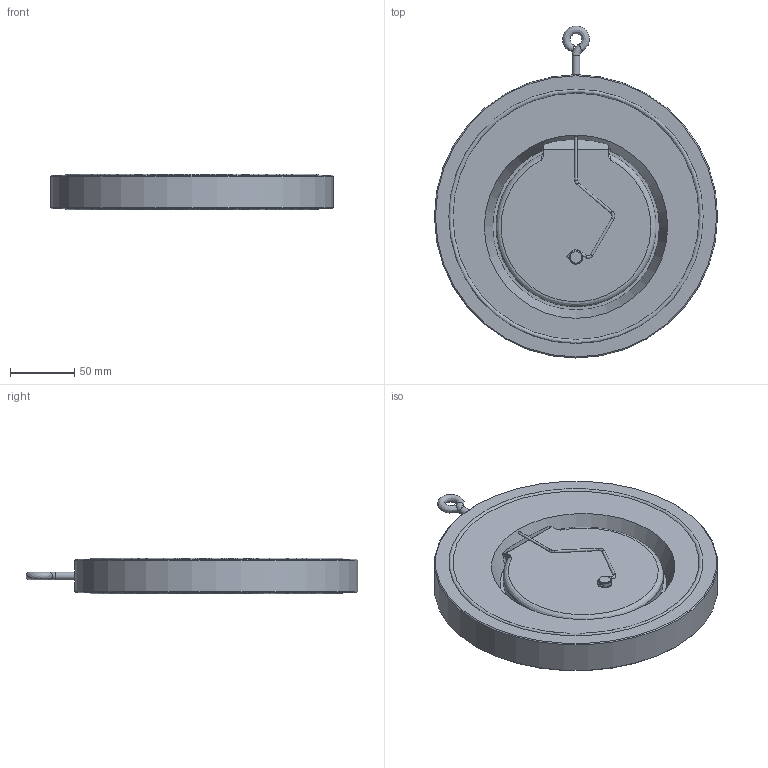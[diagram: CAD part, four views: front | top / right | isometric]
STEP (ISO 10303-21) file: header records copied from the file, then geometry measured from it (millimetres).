
FILE_DESCRIPTION (( 'STEP AP214' ), '1' );
FILE_NAME ('920-150-F.STEP', '2021-11-23T10:49:04', ( 'admin' ), ( 'Hewlett-Packard Company' ), 'SwSTEP 2.0', 'SolidWorks 2015', '' );
FILE_SCHEMA (( 'AUTOMOTIVE_DESIGN' ));
Length unit declared in the file: millimetre
Products named in the file (1): 920-150-F
Bounding box: 220 x 257.93 x 27.8 mm (x, y, z)
Volume: 829523.9 mm3; surface area: 117089.7 mm2
Topology: 1 solids, 2 shells, 64 faces, 140 edges, 88 vertices
Faces by surface type: bspline 21, plane 19, cylinder 18, cone 6
Full cylindrical faces by diameter (mm): 2 x5, 5 x1, 6 x1, 10 x1, 105 x1, 220 x1
Entity records: 5665 total; most frequent: CARTESIAN_POINT 4521, DIRECTION 203, ORIENTED_EDGE 200, EDGE_LOOP 105, EDGE_CURVE 100, AXIS2_PLACEMENT_3D 93, FACE_OUTER_BOUND 87, VERTEX_POINT 77
